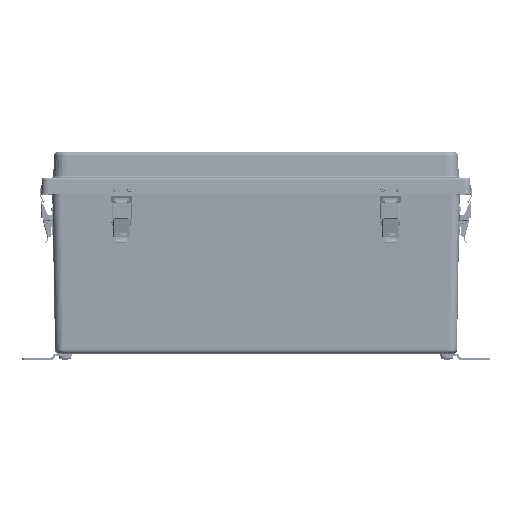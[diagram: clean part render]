
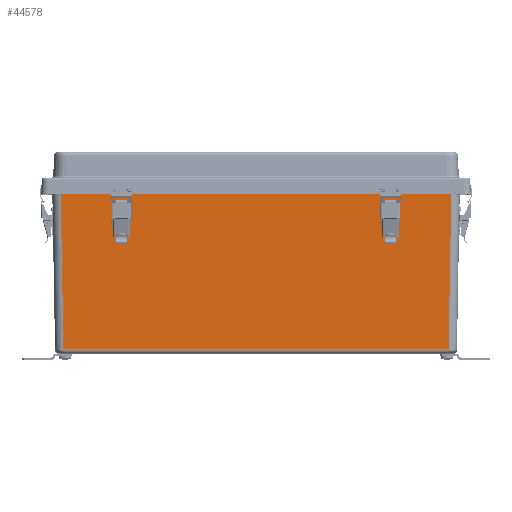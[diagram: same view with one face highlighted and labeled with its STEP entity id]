
A CAD part, top view. The second image highlights one B-rep face of the part: STEP entity #44578.
In plain terms, the highlighted planar face has unit normal (0, -0.018, 1).
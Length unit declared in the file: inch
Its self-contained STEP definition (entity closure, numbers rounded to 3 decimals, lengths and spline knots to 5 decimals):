
#4129 = CARTESIAN_POINT ( 'NONE',  ( 11.45434, -9.87936, 9.95856 ) ) ;
#4375 = VECTOR ( 'NONE', #51207, 39.37008 ) ;
#5529 = CARTESIAN_POINT ( 'NONE',  ( -12.094, -0.49564, 10.12235 ) ) ;
#6260 = EDGE_CURVE ( 'NONE', #66809, #30289, #28388, .T. ) ;
#7221 = ORIENTED_EDGE ( 'NONE', *, *, #6260, .T. ) ;
#9027 = CARTESIAN_POINT ( 'NONE',  ( -12.131, 0., 10.131 ) ) ;
#10148 = VERTEX_POINT ( 'NONE', #63820 ) ;
#11859 = CARTESIAN_POINT ( 'NONE',  ( -11.63123, 0.00872, 10.13115 ) ) ;
#20064 = LINE ( 'NONE', #4129, #4375 ) ;
#20712 = CARTESIAN_POINT ( 'NONE',  ( 11.45863, -9.87936, 9.95856 ) ) ;
#23047 = VECTOR ( 'NONE', #61235, 39.37008 ) ;
#24745 = CARTESIAN_POINT ( 'NONE',  ( -11.45863, -9.87936, 9.95856 ) ) ;
#26813 = PLANE ( 'NONE',  #49856 ) ;
#28388 = LINE ( 'NONE', #11859, #42151 ) ;
#30289 = VERTEX_POINT ( 'NONE', #24745 ) ;
#32724 = DIRECTION ( 'NONE',  ( 0., -1., -0.017 ) ) ;
#33683 = FACE_OUTER_BOUND ( 'NONE', #75375, .T. ) ;
#33783 = ORIENTED_EDGE ( 'NONE', *, *, #66790, .T. ) ;
#41112 = EDGE_CURVE ( 'NONE', #68055, #10148, #52467, .T. ) ;
#42151 = VECTOR ( 'NONE', #52033, 39.37008 ) ;
#44578 = ADVANCED_FACE ( 'NONE', ( #33683 ), #26813, .T. ) ;
#46167 = DIRECTION ( 'NONE',  ( -1., 0., 0. ) ) ;
#48888 = EDGE_CURVE ( 'NONE', #30289, #68055, #20064, .T. ) ;
#49856 = AXIS2_PLACEMENT_3D ( 'NONE', #9027, #67949, #32724 ) ;
#51207 = DIRECTION ( 'NONE',  ( 1., 0., 0. ) ) ;
#52033 = DIRECTION ( 'NONE',  ( 0.017, -1., -0.017 ) ) ;
#52467 = LINE ( 'NONE', #55305, #23047 ) ;
#52899 = ORIENTED_EDGE ( 'NONE', *, *, #41112, .T. ) ;
#55305 = CARTESIAN_POINT ( 'NONE',  ( 11.62384, -0.41452, 10.12376 ) ) ;
#60358 = VECTOR ( 'NONE', #46167, 39.37008 ) ;
#61235 = DIRECTION ( 'NONE',  ( 0.017, 1., 0.017 ) ) ;
#62217 = LINE ( 'NONE', #5529, #60358 ) ;
#63820 = CARTESIAN_POINT ( 'NONE',  ( 11.62242, -0.49564, 10.12235 ) ) ;
#66790 = EDGE_CURVE ( 'NONE', #10148, #66809, #62217, .T. ) ;
#66809 = VERTEX_POINT ( 'NONE', #70643 ) ;
#67949 = DIRECTION ( 'NONE',  ( 0., -0.017, 1. ) ) ;
#68055 = VERTEX_POINT ( 'NONE', #20712 ) ;
#70643 = CARTESIAN_POINT ( 'NONE',  ( -11.62242, -0.49564, 10.12235 ) ) ;
#73937 = ORIENTED_EDGE ( 'NONE', *, *, #48888, .T. ) ;
#75375 = EDGE_LOOP ( 'NONE', ( #52899, #33783, #7221, #73937 ) ) ;
